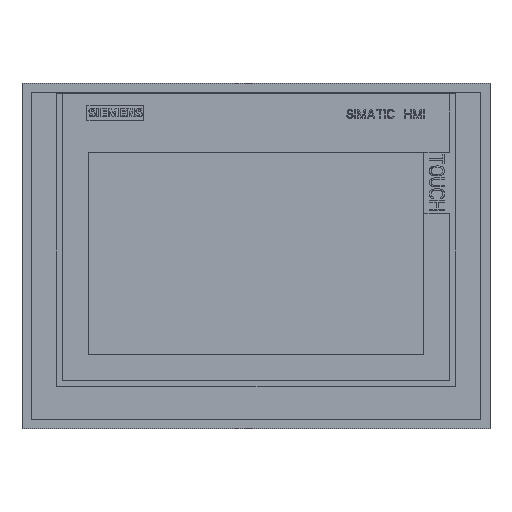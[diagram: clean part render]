
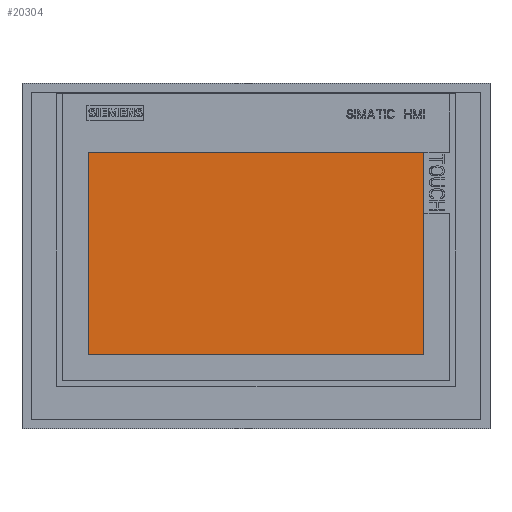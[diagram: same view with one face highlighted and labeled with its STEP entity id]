
A CAD part, top view. The second image highlights one B-rep face of the part: STEP entity #20304.
In plain terms, the highlighted planar face has unit normal (0, 0, 1).
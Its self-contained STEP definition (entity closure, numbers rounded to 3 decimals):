
#2402=LINE('',#67896,#7787);
#2406=LINE('',#67905,#7791);
#2408=LINE('',#67909,#7793);
#2409=LINE('',#67911,#7794);
#7787=VECTOR('',#56040,1.);
#7791=VECTOR('',#56050,1.);
#7793=VECTOR('',#56054,1.);
#7794=VECTOR('',#56057,1.);
#15394=PLANE('',#51134);
#17772=FACE_OUTER_BOUND('',#23858,.T.);
#20304=ADVANCED_FACE('',(#17772),#15394,.T.);
#23858=EDGE_LOOP('',(#29147,#29148,#29149,#29150));
#29147=ORIENTED_EDGE('',*,*,#44826,.T.);
#29148=ORIENTED_EDGE('',*,*,#44828,.T.);
#29149=ORIENTED_EDGE('',*,*,#44822,.T.);
#29150=ORIENTED_EDGE('',*,*,#44829,.T.);
#40030=VERTEX_POINT('',#67895);
#40031=VERTEX_POINT('',#67897);
#40032=VERTEX_POINT('',#67904);
#40033=VERTEX_POINT('',#67906);
#44822=EDGE_CURVE('',#40031,#40030,#2402,.T.);
#44826=EDGE_CURVE('',#40033,#40032,#2406,.T.);
#44828=EDGE_CURVE('',#40032,#40031,#2408,.T.);
#44829=EDGE_CURVE('',#40030,#40033,#2409,.T.);
#51134=AXIS2_PLACEMENT_3D('',#67913,#56060,#56061);
#56040=DIRECTION('',(0.,1.,0.));
#56050=DIRECTION('',(0.,-1.,0.));
#56054=DIRECTION('',(1.,0.,0.));
#56057=DIRECTION('',(-1.,0.,0.));
#56060=DIRECTION('',(0.,0.,1.));
#56061=DIRECTION('',(1.,0.,0.));
#67895=CARTESIAN_POINT('',(76.75,47.25,-1.085));
#67896=CARTESIAN_POINT('',(76.75,-45.25,-1.085));
#67897=CARTESIAN_POINT('',(76.75,-45.25,-1.085));
#67904=CARTESIAN_POINT('',(-76.75,-45.25,-1.085));
#67905=CARTESIAN_POINT('',(-76.75,47.25,-1.085));
#67906=CARTESIAN_POINT('',(-76.75,47.25,-1.085));
#67909=CARTESIAN_POINT('',(-76.75,-45.25,-1.085));
#67911=CARTESIAN_POINT('',(76.75,47.25,-1.085));
#67913=CARTESIAN_POINT('',(-76.75,-45.25,-1.085));
